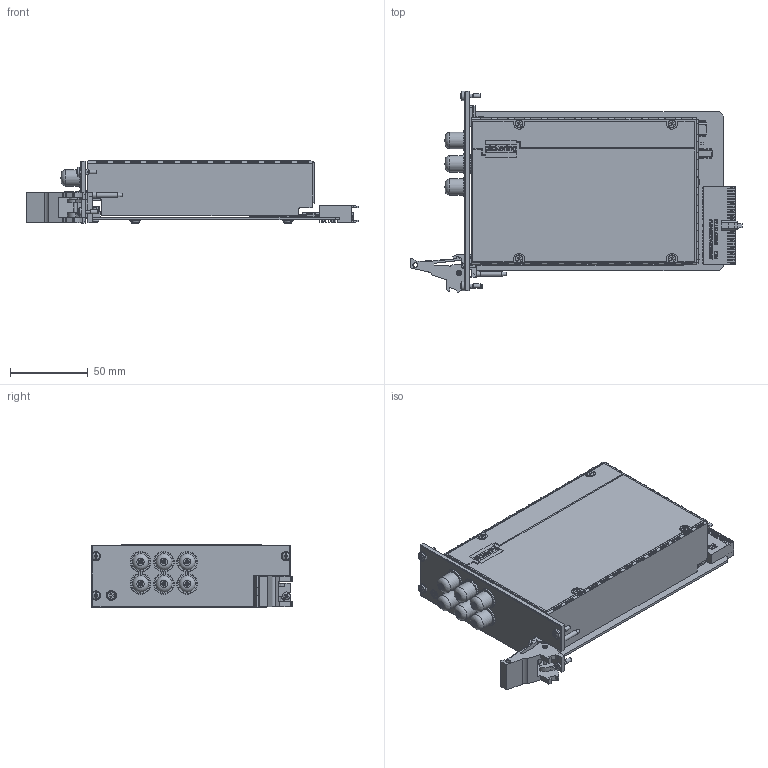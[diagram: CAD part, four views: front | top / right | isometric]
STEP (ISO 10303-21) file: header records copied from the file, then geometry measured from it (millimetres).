
FILE_DESCRIPTION (( 'STEP AP214' ), '1' );
FILE_NAME ('40-855-022 Optical Dual 1x2 MEMS FC APC Module.STEP', '2013-09-11T15:23:36', ( 'admin' ), ( '' ), 'SwSTEP 2.0', 'SolidWorks 2012', '' );
FILE_SCHEMA (( 'AUTOMOTIVE_DESIGN' ));
Length unit declared in the file: millimetre
Products named in the file (1): 40-855-022 Optical Dual 1x2 MEMS FC APC Module
Bounding box: 213.99 x 129.87 x 40.06 mm (x, y, z)
Surface area: 133701 mm2 (no closed solid volume)
Topology: 0 solids, 340 shells, 2434 faces, 9584 edges, 7210 vertices
Faces by surface type: plane 1722, cylinder 546, bspline 78, torus 45, cone 37, sphere 6
Full cylindrical faces by diameter (mm): 0.6 x110, 1.245 x130, 2 x7, 2.032 x30, 2.05 x1, 2.5 x5, 2.6 x1, 2.7 x1, 2.8 x1, 3 x3, 4.7 x5, 5 x6, 5.3 x3, 6 x3, 6.2 x1, 6.5 x1, 6.8 x4, 10.619 x6, 12.55 x1, 12.8 x6, 13.4 x4
Entity records: 144873 total; most frequent: CARTESIAN_POINT 42799, DIRECTION 14534, ORIENTED_EDGE 12781, EDGE_CURVE 9065, VERTEX_POINT 7083, VECTOR 6506, LINE 6506, AXIS2_PLACEMENT_3D 4014
